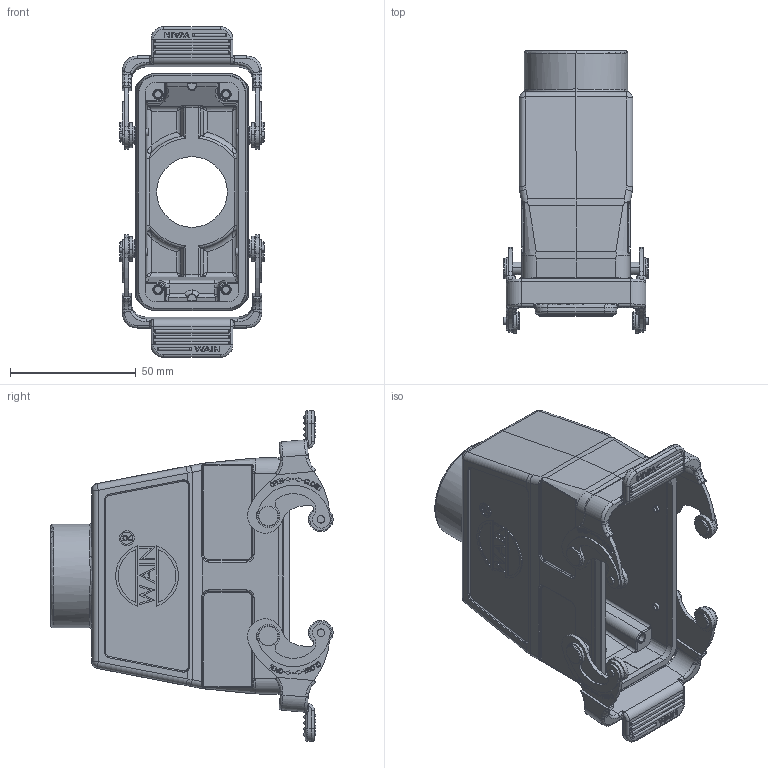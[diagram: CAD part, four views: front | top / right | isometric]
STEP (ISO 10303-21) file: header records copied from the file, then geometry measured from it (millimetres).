
FILE_DESCRIPTION(/* description */ (''),/* implementation_level */ '2;1');
FILE_NAME(/* name */ '3D_1240167415004_HV16B-CCTH-2L_SC-M32_V1.1.stp',/* time_stamp */ '2024-01-10T13:39:59+08:00',/* author */ (''),/* organization */ (''),/* preprocessor_version */ 'ST-DEVELOPER v18.1',/* originating_system */ 'SIEMENS PLM Software NX 1980',/* authorisation */ '');
FILE_SCHEMA (('AUTOMOTIVE_DESIGN { 1 0 10303 214 3 1 1 1 }'));
Products named in the file (1): 1459141CBC7C11sd
Bounding box: 57.5 x 112.08 x 131.3 mm (x, y, z)
Volume: 102616.8 mm3; surface area: 61302.7 mm2
Topology: 3 solids, 3 shells, 1847 faces, 4890 edges, 3182 vertices
Faces by surface type: plane 842, cylinder 540, torus 184, extrusion 86, bspline 86, cone 67, sphere 40, revolution 2
Entity records: 74095 total; most frequent: CARTESIAN_POINT 22886, ORIENTED_EDGE 9680, DIRECTION 8289, EDGE_CURVE 4840, VERTEX_POINT 3182, AXIS2_PLACEMENT_3D 2928, VECTOR 2431, LINE 2345
